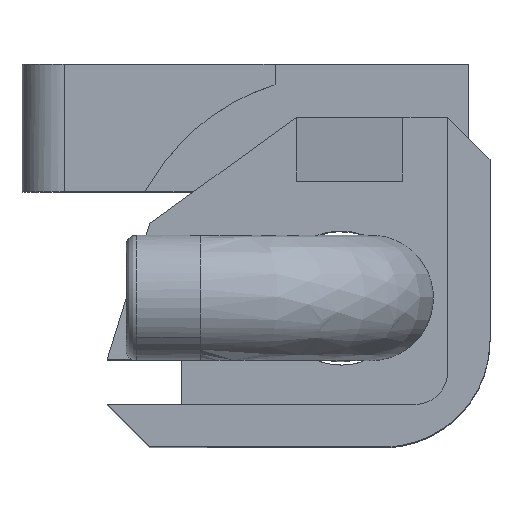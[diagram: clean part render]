
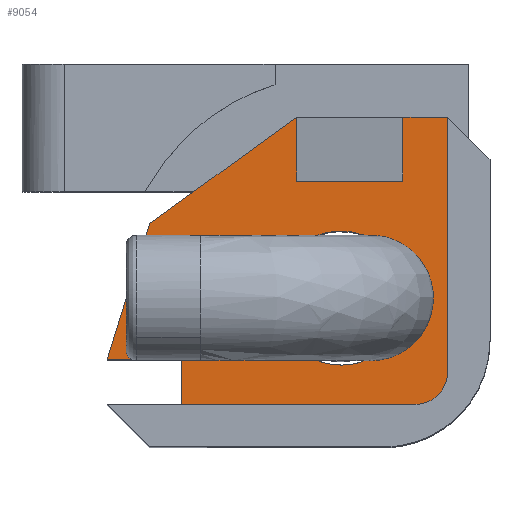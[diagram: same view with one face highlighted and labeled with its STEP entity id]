
A CAD part, top view. The second image highlights one B-rep face of the part: STEP entity #9054.
In plain terms, the highlighted free-form (B-spline) face has degree [1, 1] with [2, 2] control points.
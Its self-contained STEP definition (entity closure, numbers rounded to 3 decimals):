
#7997=CARTESIAN_POINT('',(0.027,3.15,40.5));
#7998=VERTEX_POINT('',#7997);
#8004=CARTESIAN_POINT('',(-3.15,0.0,40.5));
#8005=VERTEX_POINT('',#8004);
#8006=CARTESIAN_POINT('',(-3.15,0.0,40.5));
#8007=CARTESIAN_POINT('',(-3.15,3.15,40.5));
#8008=CARTESIAN_POINT('',(0.,3.15,40.5));
#8009=CARTESIAN_POINT('',(0.014,3.15,40.5));
#8010=CARTESIAN_POINT('',(0.027,3.15,40.5));
#8018=(BOUNDED_CURVE()B_SPLINE_CURVE(2,(#8006,#8007,#8008,#8009,#8010),.UNSPECIFIED.,.F.,.U.)B_SPLINE_CURVE_WITH_KNOTS((3,2,3),(0.5,0.75,0.752),.UNSPECIFIED.)CURVE()GEOMETRIC_REPRESENTATION_ITEM()RATIONAL_B_SPLINE_CURVE((1.0,0.707,1.0,0.998,0.996))REPRESENTATION_ITEM(''));
#8019=EDGE_CURVE('',#8005,#7998,#8018,.T.);
#8021=CARTESIAN_POINT('',(-0.391,-3.126,40.5));
#8022=VERTEX_POINT('',#8021);
#8023=CARTESIAN_POINT('',(-0.391,-3.126,40.5));
#8024=CARTESIAN_POINT('',(-3.15,-2.78,40.5));
#8025=CARTESIAN_POINT('',(-3.15,0.0,40.5));
#8033=(BOUNDED_CURVE()B_SPLINE_CURVE(2,(#8023,#8024,#8025),.UNSPECIFIED.,.F.,.U.)B_SPLINE_CURVE_WITH_KNOTS((3,3),(0.271,0.5),.UNSPECIFIED.)CURVE()GEOMETRIC_REPRESENTATION_ITEM()RATIONAL_B_SPLINE_CURVE((0.954,0.732,1.0))REPRESENTATION_ITEM(''));
#8034=EDGE_CURVE('',#8022,#8005,#8033,.T.);
#8084=CARTESIAN_POINT('',(3.15,0.0,40.5));
#8085=VERTEX_POINT('',#8084);
#8086=CARTESIAN_POINT('',(3.15,0.0,40.5));
#8087=CARTESIAN_POINT('',(3.15,-3.15,40.5));
#8088=CARTESIAN_POINT('',(0.,-3.15,40.5));
#8089=CARTESIAN_POINT('',(-0.196,-3.15,40.5));
#8090=CARTESIAN_POINT('',(-0.391,-3.126,40.5));
#8098=(BOUNDED_CURVE()B_SPLINE_CURVE(2,(#8086,#8087,#8088,#8089,#8090),.UNSPECIFIED.,.F.,.U.)B_SPLINE_CURVE_WITH_KNOTS((3,2,3),(0.0,0.25,0.271),.UNSPECIFIED.)CURVE()GEOMETRIC_REPRESENTATION_ITEM()RATIONAL_B_SPLINE_CURVE((1.0,0.707,1.0,0.975,0.954))REPRESENTATION_ITEM(''));
#8099=EDGE_CURVE('',#8085,#8022,#8098,.T.);
#8101=CARTESIAN_POINT('',(0.027,3.15,40.5));
#8102=CARTESIAN_POINT('',(3.15,3.123,40.5));
#8103=CARTESIAN_POINT('',(3.15,0.0,40.5));
#8111=(BOUNDED_CURVE()B_SPLINE_CURVE(2,(#8101,#8102,#8103),.UNSPECIFIED.,.F.,.U.)B_SPLINE_CURVE_WITH_KNOTS((3,3),(0.752,1.0),.UNSPECIFIED.)CURVE()GEOMETRIC_REPRESENTATION_ITEM()RATIONAL_B_SPLINE_CURVE((0.996,0.709,1.0))REPRESENTATION_ITEM(''));
#8112=EDGE_CURVE('',#7998,#8085,#8111,.T.);
#8439=CARTESIAN_POINT('',(-2.094,5.5,40.5));
#8440=VERTEX_POINT('',#8439);
#8446=CARTESIAN_POINT('',(2.906,5.5,40.5));
#8447=VERTEX_POINT('',#8446);
#8448=CARTESIAN_POINT('',(-2.094,5.5,40.5));
#8449=CARTESIAN_POINT('',(2.906,5.5,40.5));
#8450=QUASI_UNIFORM_CURVE('',1,(#8448,#8449),.UNSPECIFIED.,.F.,.U.);
#8451=EDGE_CURVE('',#8440,#8447,#8450,.T.);
#8467=CARTESIAN_POINT('',(2.906,8.5,40.5));
#8468=VERTEX_POINT('',#8467);
#8469=CARTESIAN_POINT('',(2.906,8.5,40.5));
#8470=CARTESIAN_POINT('',(2.906,5.5,40.5));
#8471=QUASI_UNIFORM_CURVE('',1,(#8469,#8470),.UNSPECIFIED.,.F.,.U.);
#8472=EDGE_CURVE('',#8468,#8447,#8471,.T.);
#8496=CARTESIAN_POINT('',(-2.094,8.5,40.5));
#8497=VERTEX_POINT('',#8496);
#8503=CARTESIAN_POINT('',(-2.094,8.5,40.5));
#8504=CARTESIAN_POINT('',(-2.094,5.5,40.5));
#8505=QUASI_UNIFORM_CURVE('',1,(#8503,#8504),.UNSPECIFIED.,.F.,.U.);
#8506=EDGE_CURVE('',#8497,#8440,#8505,.T.);
#8912=CARTESIAN_POINT('',(5.,-3.5,40.5));
#8913=VERTEX_POINT('',#8912);
#8919=CARTESIAN_POINT('',(3.5,-5.,40.5));
#8920=VERTEX_POINT('',#8919);
#8921=CARTESIAN_POINT('',(5.,-3.5,40.5));
#8922=CARTESIAN_POINT('',(5.,-5.,40.5));
#8923=CARTESIAN_POINT('',(3.5,-5.,40.5));
#8931=(BOUNDED_CURVE()B_SPLINE_CURVE(2,(#8921,#8922,#8923),.UNSPECIFIED.,.F.,.U.)CURVE()GEOMETRIC_REPRESENTATION_ITEM()QUASI_UNIFORM_CURVE()RATIONAL_B_SPLINE_CURVE((1.0,0.707,1.0))REPRESENTATION_ITEM(''));
#8932=EDGE_CURVE('',#8913,#8920,#8931,.T.);
#8948=CARTESIAN_POINT('',(5.,8.5,40.5));
#8949=VERTEX_POINT('',#8948);
#8955=CARTESIAN_POINT('',(5.,-3.5,40.5));
#8956=CARTESIAN_POINT('',(5.,8.5,40.5));
#8957=QUASI_UNIFORM_CURVE('',1,(#8955,#8956),.UNSPECIFIED.,.F.,.U.);
#8958=EDGE_CURVE('',#8913,#8949,#8957,.T.);
#8971=CARTESIAN_POINT('',(-7.5,-5.,40.5));
#8972=VERTEX_POINT('',#8971);
#8973=CARTESIAN_POINT('',(-7.5,-5.,40.5));
#8974=CARTESIAN_POINT('',(3.5,-5.,40.5));
#8975=QUASI_UNIFORM_CURVE('',1,(#8973,#8974),.UNSPECIFIED.,.F.,.U.);
#8976=EDGE_CURVE('',#8972,#8920,#8975,.T.);
#8997=CARTESIAN_POINT('',(-11.799,-5.674,40.5));
#8998=CARTESIAN_POINT('',(5.799,-5.674,40.5));
#8999=CARTESIAN_POINT('',(-11.799,9.174,40.5));
#9000=CARTESIAN_POINT('',(5.799,9.174,40.5));
#9001=B_SPLINE_SURFACE_WITH_KNOTS('',1,1,((#8997,#8999),(#8998,#9000)),.UNSPECIFIED.,.F.,.F.,.U.,(2,2),(2,2),(0.0,17.598),(0.0,14.849),.UNSPECIFIED.);
#9002=ORIENTED_EDGE('',*,*,#8451,.F.);
#9003=ORIENTED_EDGE('',*,*,#8506,.F.);
#9004=CARTESIAN_POINT('',(-2.1,8.5,40.5));
#9005=VERTEX_POINT('',#9004);
#9006=CARTESIAN_POINT('',(-2.094,8.5,40.5));
#9007=CARTESIAN_POINT('',(-2.1,8.5,40.5));
#9008=QUASI_UNIFORM_CURVE('',1,(#9006,#9007),.UNSPECIFIED.,.F.,.U.);
#9009=EDGE_CURVE('',#8497,#9005,#9008,.T.);
#9010=ORIENTED_EDGE('',*,*,#9009,.T.);
#9011=CARTESIAN_POINT('',(-9.,3.5,40.5));
#9012=VERTEX_POINT('',#9011);
#9013=CARTESIAN_POINT('',(-2.1,8.5,40.5));
#9014=CARTESIAN_POINT('',(-9.,3.5,40.5));
#9015=QUASI_UNIFORM_CURVE('',1,(#9013,#9014),.UNSPECIFIED.,.F.,.U.);
#9016=EDGE_CURVE('',#9005,#9012,#9015,.T.);
#9017=ORIENTED_EDGE('',*,*,#9016,.T.);
#9018=CARTESIAN_POINT('',(-11.,-2.9,40.5));
#9019=VERTEX_POINT('',#9018);
#9020=CARTESIAN_POINT('',(-9.,3.5,40.5));
#9021=CARTESIAN_POINT('',(-11.,-2.9,40.5));
#9022=QUASI_UNIFORM_CURVE('',1,(#9020,#9021),.UNSPECIFIED.,.F.,.U.);
#9023=EDGE_CURVE('',#9012,#9019,#9022,.T.);
#9024=ORIENTED_EDGE('',*,*,#9023,.T.);
#9025=CARTESIAN_POINT('',(-7.5,-2.9,40.5));
#9026=VERTEX_POINT('',#9025);
#9027=CARTESIAN_POINT('',(-11.,-2.9,40.5));
#9028=CARTESIAN_POINT('',(-7.5,-2.9,40.5));
#9029=QUASI_UNIFORM_CURVE('',1,(#9027,#9028),.UNSPECIFIED.,.F.,.U.);
#9030=EDGE_CURVE('',#9019,#9026,#9029,.T.);
#9031=ORIENTED_EDGE('',*,*,#9030,.T.);
#9032=CARTESIAN_POINT('',(-7.5,-2.9,40.5));
#9033=CARTESIAN_POINT('',(-7.5,-5.,40.5));
#9034=QUASI_UNIFORM_CURVE('',1,(#9032,#9033),.UNSPECIFIED.,.F.,.U.);
#9035=EDGE_CURVE('',#9026,#8972,#9034,.T.);
#9036=ORIENTED_EDGE('',*,*,#9035,.T.);
#9037=ORIENTED_EDGE('',*,*,#8976,.T.);
#9038=ORIENTED_EDGE('',*,*,#8932,.F.);
#9039=ORIENTED_EDGE('',*,*,#8958,.T.);
#9040=CARTESIAN_POINT('',(5.,8.5,40.5));
#9041=CARTESIAN_POINT('',(2.906,8.5,40.5));
#9042=QUASI_UNIFORM_CURVE('',1,(#9040,#9041),.UNSPECIFIED.,.F.,.U.);
#9043=EDGE_CURVE('',#8949,#8468,#9042,.T.);
#9044=ORIENTED_EDGE('',*,*,#9043,.T.);
#9045=ORIENTED_EDGE('',*,*,#8472,.T.);
#9046=EDGE_LOOP('',(#9002,#9003,#9010,#9017,#9024,#9031,#9036,#9037,#9038,#9039,#9044,#9045));
#9047=FACE_OUTER_BOUND('',#9046,.T.);
#9048=ORIENTED_EDGE('',*,*,#8019,.T.);
#9049=ORIENTED_EDGE('',*,*,#8112,.T.);
#9050=ORIENTED_EDGE('',*,*,#8099,.T.);
#9051=ORIENTED_EDGE('',*,*,#8034,.T.);
#9052=EDGE_LOOP('',(#9048,#9049,#9050,#9051));
#9053=FACE_BOUND('',#9052,.T.);
#9054=ADVANCED_FACE('',(#9047,#9053),#9001,.T.);
